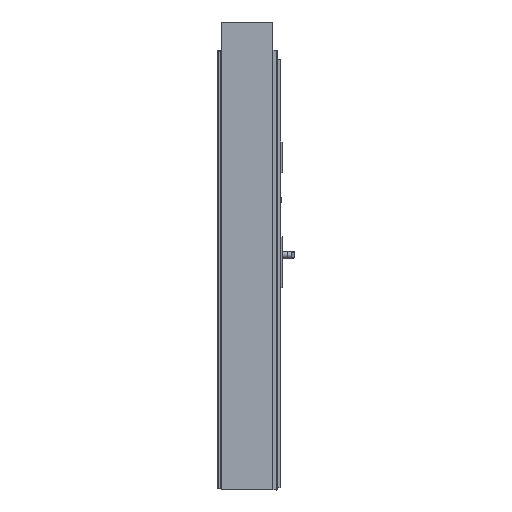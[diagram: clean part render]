
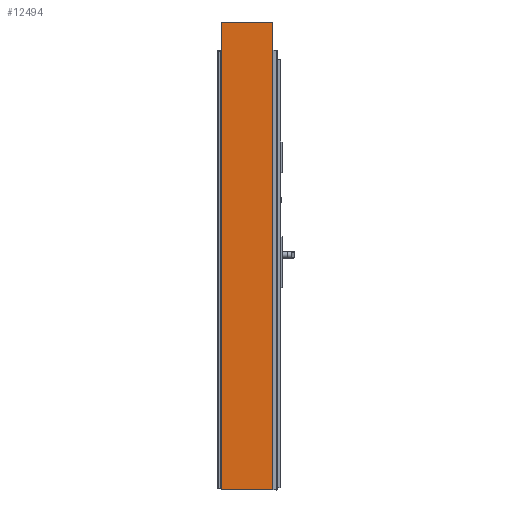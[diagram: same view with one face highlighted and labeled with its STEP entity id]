
A CAD part, left-side view. The second image highlights one B-rep face of the part: STEP entity #12494.
In plain terms, the highlighted planar face has unit normal (-1, 0, 0).
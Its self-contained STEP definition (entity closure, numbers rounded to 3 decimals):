
#12494=ADVANCED_FACE('',(#23282),#19244,.T.);
#19244=PLANE('',#123708);
#23282=FACE_OUTER_BOUND('',#29183,.T.);
#29183=EDGE_LOOP('',(#37112,#37113,#37114,#37115));
#37112=ORIENTED_EDGE('',*,*,#82796,.F.);
#37113=ORIENTED_EDGE('',*,*,#82797,.F.);
#37114=ORIENTED_EDGE('',*,*,#82798,.T.);
#37115=ORIENTED_EDGE('',*,*,#82799,.T.);
#71366=VERTEX_POINT('',#164590);
#71367=VERTEX_POINT('',#164591);
#71368=VERTEX_POINT('',#164593);
#71369=VERTEX_POINT('',#164595);
#82796=EDGE_CURVE('',#71366,#71367,#99923,.T.);
#82797=EDGE_CURVE('',#71368,#71366,#99924,.T.);
#82798=EDGE_CURVE('',#71368,#71369,#99925,.T.);
#82799=EDGE_CURVE('',#71369,#71367,#99926,.T.);
#99923=LINE('',#164589,#111746);
#99924=LINE('',#164592,#111747);
#99925=LINE('',#164594,#111748);
#99926=LINE('',#164596,#111749);
#111746=VECTOR('',#133349,1.);
#111747=VECTOR('',#133350,1.);
#111748=VECTOR('',#133351,1.);
#111749=VECTOR('',#133352,1.);
#123708=AXIS2_PLACEMENT_3D('',#164597,#133353,#133354);
#133349=DIRECTION('',(0.,0.,-1.));
#133350=DIRECTION('',(0.,-1.,0.));
#133351=DIRECTION('',(0.,0.,-1.));
#133352=DIRECTION('',(0.,-1.,0.));
#133353=DIRECTION('',(-1.,0.,0.));
#133354=DIRECTION('',(0.,0.,1.));
#164589=CARTESIAN_POINT('',(-603.,-13.4,2212.25));
#164590=CARTESIAN_POINT('',(-603.,-13.4,2212.25));
#164591=CARTESIAN_POINT('',(-603.,-13.4,-8.75));
#164592=CARTESIAN_POINT('',(-603.,230.4,2212.25));
#164593=CARTESIAN_POINT('',(-603.,230.4,2212.25));
#164594=CARTESIAN_POINT('',(-603.,230.4,2212.25));
#164595=CARTESIAN_POINT('',(-603.,230.4,-8.75));
#164596=CARTESIAN_POINT('',(-603.,230.4,-8.75));
#164597=CARTESIAN_POINT('',(-603.,230.4,2212.25));
